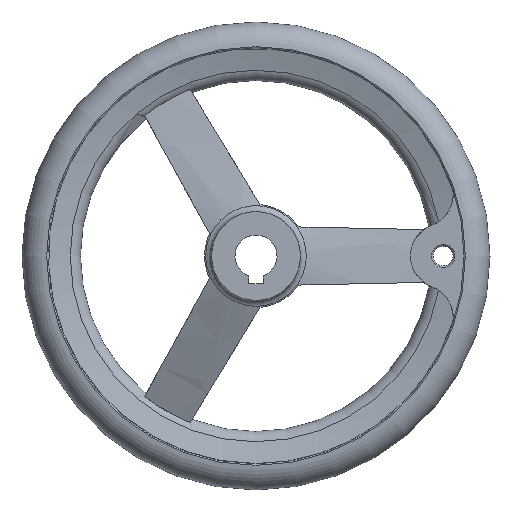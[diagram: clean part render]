
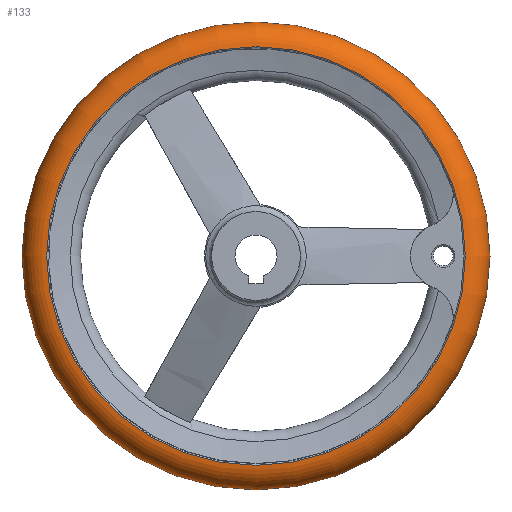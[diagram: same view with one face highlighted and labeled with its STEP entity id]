
A CAD part, front view. The second image highlights one B-rep face of the part: STEP entity #133.
In plain terms, the highlighted toroidal (fillet/blend) face has major radius 89 mm and minor radius 11 mm.
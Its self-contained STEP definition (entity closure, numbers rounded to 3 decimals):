
#133 = ADVANCED_FACE( '', ( #290, #291, #292 ), #293, .T. );
#290 = FACE_BOUND( '', #464, .T. );
#291 = FACE_OUTER_BOUND( '', #465, .T. );
#292 = FACE_OUTER_BOUND( '', #466, .T. );
#293 = TOROIDAL_SURFACE( '', #467, 89., 11. );
#464 = VERTEX_LOOP( '', #797 );
#465 = EDGE_LOOP( '', ( #798 ) );
#466 = EDGE_LOOP( '', ( #799 ) );
#467 = AXIS2_PLACEMENT_3D( '', #800, #801, #802 );
#797 = VERTEX_POINT( '', #1057 );
#798 = ORIENTED_EDGE( '', *, *, #998, .T. );
#799 = ORIENTED_EDGE( '', *, *, #1021, .F. );
#800 = CARTESIAN_POINT( '', ( 0., 34., 0. ) );
#801 = DIRECTION( '', ( 0., -1., 0. ) );
#802 = DIRECTION( '', ( 0., 0., -1. ) );
#998 = EDGE_CURVE( '', #1204, #1204, #1205, .T. );
#1021 = EDGE_CURVE( '', #1237, #1237, #1238, .T. );
#1057 = CARTESIAN_POINT( '', ( 0., 34., -100. ) );
#1204 = VERTEX_POINT( '', #1601 );
#1205 = CIRCLE( '', #1602, 89.458 );
#1237 = VERTEX_POINT( '', #1774 );
#1238 = CIRCLE( '', #1775, 89.458 );
#1601 = CARTESIAN_POINT( '', ( 0., 44.99, -89.458 ) );
#1602 = AXIS2_PLACEMENT_3D( '', #2097, #2098, #2099 );
#1774 = CARTESIAN_POINT( '', ( 0., 23.01, -89.458 ) );
#1775 = AXIS2_PLACEMENT_3D( '', #2115, #2116, #2117 );
#2097 = CARTESIAN_POINT( '', ( 0., 44.99, 0. ) );
#2098 = DIRECTION( '', ( 0., -1., 0. ) );
#2099 = DIRECTION( '', ( 0., 0., -1. ) );
#2115 = CARTESIAN_POINT( '', ( 0., 23.01, 0. ) );
#2116 = DIRECTION( '', ( 0., -1., 0. ) );
#2117 = DIRECTION( '', ( 0., 0., -1. ) );
